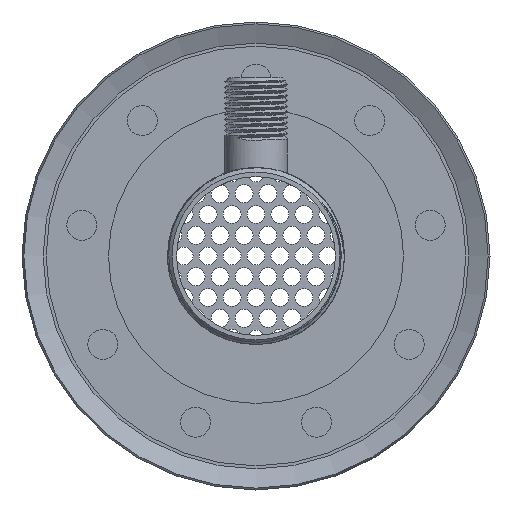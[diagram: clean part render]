
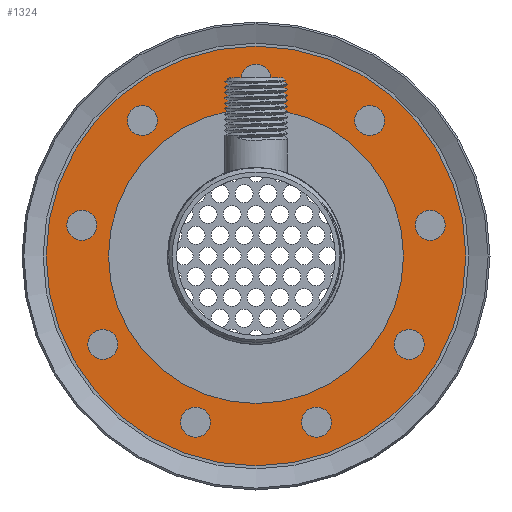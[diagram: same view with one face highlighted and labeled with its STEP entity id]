
A CAD part, left-side view. The second image highlights one B-rep face of the part: STEP entity #1324.
In plain terms, the highlighted planar face has unit normal (-1, 0, 0).
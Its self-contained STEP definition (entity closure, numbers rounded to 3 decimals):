
#1324=ADVANCED_FACE('',(#8804,#8806,#8808,#8810,#8812,#8814,#8816,#8818,#8820,#8822,
#8824),#8826,.F.);
#8804=FACE_BOUND('',#8805,.T.);
#8805=EDGE_LOOP('',(#13854));
#8806=FACE_BOUND('',#8807,.T.);
#8807=EDGE_LOOP('',(#13855));
#8808=FACE_BOUND('',#8809,.T.);
#8809=EDGE_LOOP('',(#13856));
#8810=FACE_BOUND('',#8811,.T.);
#8811=EDGE_LOOP('',(#13857));
#8812=FACE_BOUND('',#8813,.T.);
#8813=EDGE_LOOP('',(#13858));
#8814=FACE_BOUND('',#8815,.T.);
#8815=EDGE_LOOP('',(#13859));
#8816=FACE_BOUND('',#8817,.T.);
#8817=EDGE_LOOP('',(#13860));
#8818=FACE_BOUND('',#8819,.T.);
#8819=EDGE_LOOP('',(#13861));
#8820=FACE_BOUND('',#8821,.T.);
#8821=EDGE_LOOP('',(#13862));
#8822=FACE_BOUND('',#8823,.T.);
#8823=EDGE_LOOP('',(#13863));
#8824=FACE_BOUND('',#8825,.T.);
#8825=EDGE_LOOP('',(#13864));
#8826=PLANE('',#8827);
#8827=AXIS2_PLACEMENT_3D('',#8828,#8829,#8830);
#8828=CARTESIAN_POINT('',(0.,0.,0.));
#8829=DIRECTION('',(1.,0.,0.));
#8830=DIRECTION('',(0.,1.,0.));
#13854=ORIENTED_EDGE('',*,*,#15169,.F.);
#13855=ORIENTED_EDGE('',*,*,#15298,.F.);
#13856=ORIENTED_EDGE('',*,*,#15299,.F.);
#13857=ORIENTED_EDGE('',*,*,#15300,.F.);
#13858=ORIENTED_EDGE('',*,*,#15301,.F.);
#13859=ORIENTED_EDGE('',*,*,#15302,.F.);
#13860=ORIENTED_EDGE('',*,*,#15303,.F.);
#13861=ORIENTED_EDGE('',*,*,#15304,.F.);
#13862=ORIENTED_EDGE('',*,*,#15305,.F.);
#13863=ORIENTED_EDGE('',*,*,#15306,.F.);
#13864=ORIENTED_EDGE('',*,*,#15307,.F.);
#15169=EDGE_CURVE('',#16155,#16155,#16156,.T.);
#15298=EDGE_CURVE('',#16355,#16355,#16356,.F.);
#15299=EDGE_CURVE('',#16357,#16357,#16358,.F.);
#15300=EDGE_CURVE('',#16359,#16359,#16360,.F.);
#15301=EDGE_CURVE('',#16361,#16361,#16362,.F.);
#15302=EDGE_CURVE('',#16363,#16363,#16364,.F.);
#15303=EDGE_CURVE('',#16365,#16365,#16366,.T.);
#15304=EDGE_CURVE('',#16367,#16367,#16368,.F.);
#15305=EDGE_CURVE('',#16369,#16369,#16370,.F.);
#15306=EDGE_CURVE('',#16371,#16371,#16372,.F.);
#15307=EDGE_CURVE('',#16373,#16373,#16374,.F.);
#16155=VERTEX_POINT('',#20154);
#16156=CIRCLE('',#20155,70.);
#16355=VERTEX_POINT('',#22785);
#16356=CIRCLE('',#22786,5.);
#16357=VERTEX_POINT('',#22790);
#16358=CIRCLE('',#22791,5.);
#16359=VERTEX_POINT('',#22795);
#16360=CIRCLE('',#22796,5.);
#16361=VERTEX_POINT('',#22800);
#16362=CIRCLE('',#22801,5.);
#16363=VERTEX_POINT('',#22805);
#16364=CIRCLE('',#22806,5.);
#16365=VERTEX_POINT('',#22810);
#16366=CIRCLE('',#22811,49.2);
#16367=VERTEX_POINT('',#22815);
#16368=CIRCLE('',#22816,5.);
#16369=VERTEX_POINT('',#22820);
#16370=CIRCLE('',#22821,5.);
#16371=VERTEX_POINT('',#22825);
#16372=CIRCLE('',#22826,5.);
#16373=VERTEX_POINT('',#22830);
#16374=CIRCLE('',#22831,5.);
#20154=CARTESIAN_POINT('',(0.,70.,0.));
#20155=AXIS2_PLACEMENT_3D('',#20156,#20157,#20158);
#20156=CARTESIAN_POINT('',(0.,0.,0.));
#20157=DIRECTION('',(1.,0.,0.));
#20158=DIRECTION('',(0.,1.,0.));
#22785=CARTESIAN_POINT('',(0.,54.926,26.286));
#22786=AXIS2_PLACEMENT_3D('',#22787,#22788,#22789);
#22787=CARTESIAN_POINT('',(0.,51.095,29.5));
#22788=DIRECTION('',(1.,0.,0.));
#22789=DIRECTION('',(0.,0.766,-0.643));
#22790=CARTESIAN_POINT('',(0.,35.424,-49.527));
#22791=AXIS2_PLACEMENT_3D('',#22792,#22793,#22794);
#22792=CARTESIAN_POINT('',(0.,37.924,-45.197));
#22793=DIRECTION('',(1.,0.,0.));
#22794=DIRECTION('',(0.,-0.5,-0.866));
#22795=CARTESIAN_POINT('',(0.,-42.623,-43.487));
#22796=AXIS2_PLACEMENT_3D('',#22797,#22798,#22799);
#22797=CARTESIAN_POINT('',(0.,-37.924,-45.197));
#22798=DIRECTION('',(1.,0.,0.));
#22799=DIRECTION('',(0.,-0.94,0.342));
#22800=CARTESIAN_POINT('',(0.,-50.227,34.424));
#22801=AXIS2_PLACEMENT_3D('',#22802,#22803,#22804);
#22802=CARTESIAN_POINT('',(0.,-51.095,29.5));
#22803=DIRECTION('',(1.,0.,0.));
#22804=DIRECTION('',(0.,0.174,0.985));
#22805=CARTESIAN_POINT('',(0.,25.179,55.442));
#22806=AXIS2_PLACEMENT_3D('',#22807,#22808,#22809);
#22807=CARTESIAN_POINT('',(0.,20.179,55.442));
#22808=DIRECTION('',(1.,0.,0.));
#22809=DIRECTION('',(0.,1.,0.));
#22810=CARTESIAN_POINT('',(0.,0.,49.2));
#22811=AXIS2_PLACEMENT_3D('',#22812,#22813,#22814);
#22812=CARTESIAN_POINT('',(0.,0.,0.));
#22813=DIRECTION('',(-1.,0.,0.));
#22814=DIRECTION('',(0.,0.,1.));
#22815=CARTESIAN_POINT('',(0.,-16.349,58.656));
#22816=AXIS2_PLACEMENT_3D('',#22817,#22818,#22819);
#22817=CARTESIAN_POINT('',(0.,-20.179,55.442));
#22818=DIRECTION('',(1.,0.,0.));
#22819=DIRECTION('',(0.,0.766,0.643));
#22820=CARTESIAN_POINT('',(0.,-60.604,-5.915));
#22821=AXIS2_PLACEMENT_3D('',#22822,#22823,#22824);
#22822=CARTESIAN_POINT('',(0.,-58.104,-10.245));
#22823=DIRECTION('',(1.,0.,0.));
#22824=DIRECTION('',(0.,-0.5,0.866));
#22825=CARTESIAN_POINT('',(0.,-4.698,-60.71));
#22826=AXIS2_PLACEMENT_3D('',#22827,#22828,#22829);
#22827=CARTESIAN_POINT('',(0.,0.,-59.));
#22828=DIRECTION('',(1.,0.,0.));
#22829=DIRECTION('',(0.,-0.94,-0.342));
#22830=CARTESIAN_POINT('',(0.,58.972,-15.169));
#22831=AXIS2_PLACEMENT_3D('',#22832,#22833,#22834);
#22832=CARTESIAN_POINT('',(0.,58.104,-10.245));
#22833=DIRECTION('',(1.,0.,0.));
#22834=DIRECTION('',(0.,0.174,-0.985));
